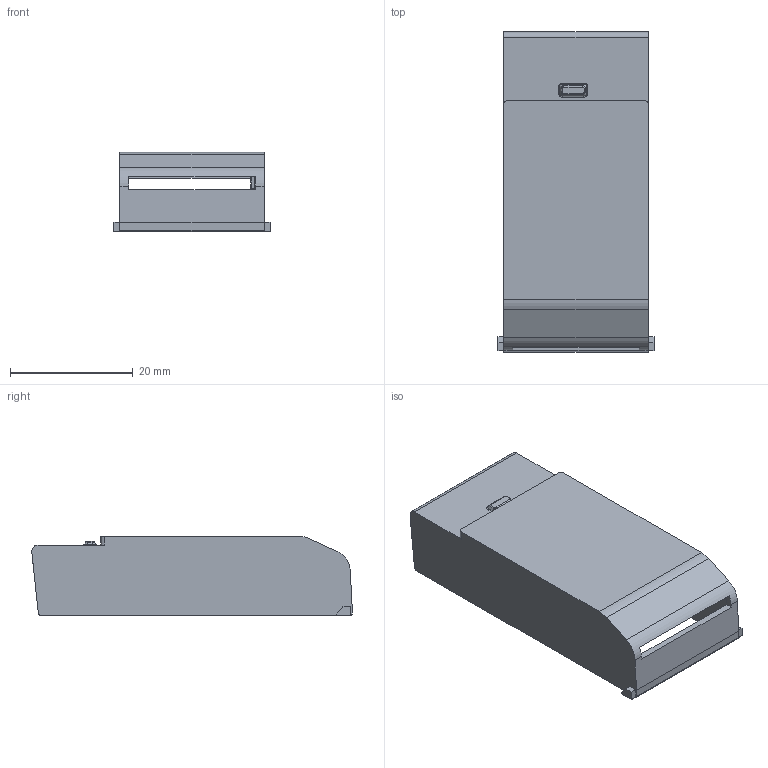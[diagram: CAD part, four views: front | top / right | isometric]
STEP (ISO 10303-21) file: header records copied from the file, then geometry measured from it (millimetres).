
FILE_DESCRIPTION((''),'2;1');
FILE_NAME('','2025-02-03T',(''),(''),'PRO/ENGINEER BY PARAMETRIC TECHNOLOGY CORPORATION, 2003250','PRO/ENGINEER BY PARAMETRIC TECHNOLOGY CORPORATION, 2003250','');
FILE_SCHEMA(('CONFIG_CONTROL_DESIGN'));
Length unit declared in the file: millimetre
Bounding box: 25.45 x 52.15 x 12.9 mm (x, y, z)
Volume: 2988.2 mm3; surface area: 5466.1 mm2
Topology: 1 solids, 1 shells, 145 faces, 376 edges, 234 vertices
Faces by surface type: plane 84, cylinder 43, bspline 16, torus 2
Entity records: 4944 total; most frequent: CARTESIAN_POINT 1447, ORIENTED_EDGE 752, DIRECTION 674, EDGE_CURVE 376, VECTOR 264, LINE 264, VERTEX_POINT 234, AXIS2_PLACEMENT_3D 205
